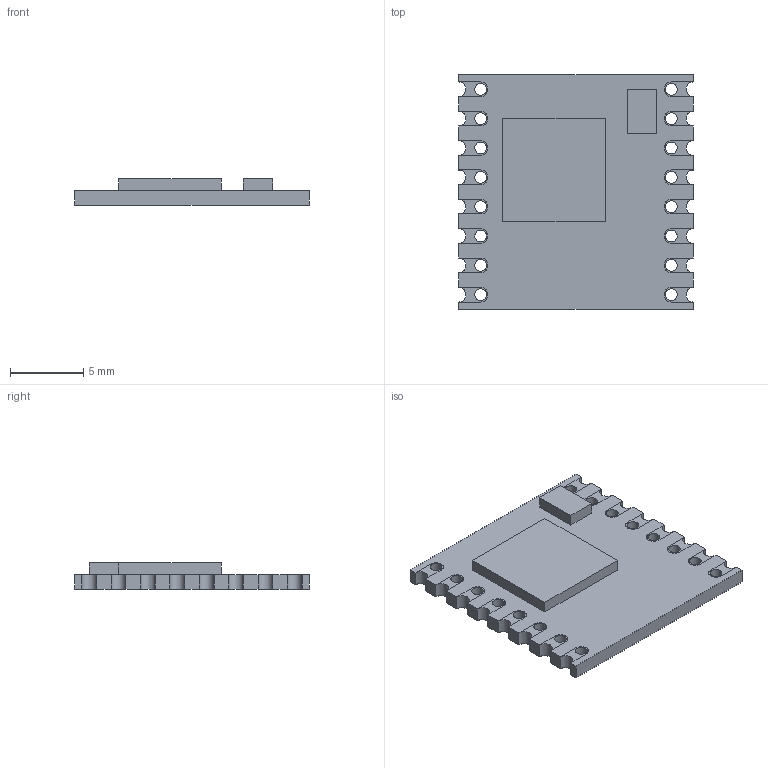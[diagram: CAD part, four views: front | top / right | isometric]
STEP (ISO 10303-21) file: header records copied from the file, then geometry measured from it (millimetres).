
FILE_DESCRIPTION(('FreeCAD Model'),'2;1');
FILE_NAME('RFM98.step', '2018-11-29T19:51:10',('Author'),(''), 'Open CASCADE STEP processor 6.9','FreeCAD','Unknown');
FILE_SCHEMA(('AUTOMOTIVE_DESIGN_CC2 { 1 2 10303 214 -1 1 5 4 }'));
Length unit declared in the file: millimetre
Products named in the file (5): PCB; pins_1; pins_2; Crystal; IC
Bounding box: 16 x 16 x 1.8 mm (x, y, z)
Volume: 285.7 mm3; surface area: 883.4 mm2
Topology: 19 solids, 19 shells, 194 faces, 468 edges, 312 vertices
Faces by surface type: plane 130, cylinder 64
Full cylindrical faces by diameter (mm): 0.8 x16
Entity records: 12804 total; most frequent: CARTESIAN_POINT 2487, DIRECTION 1826, LINE 1148, VECTOR 1148, ORIENTED_EDGE 936, PCURVE 936, DEFINITIONAL_REPRESENTATION 936, EDGE_CURVE 468
